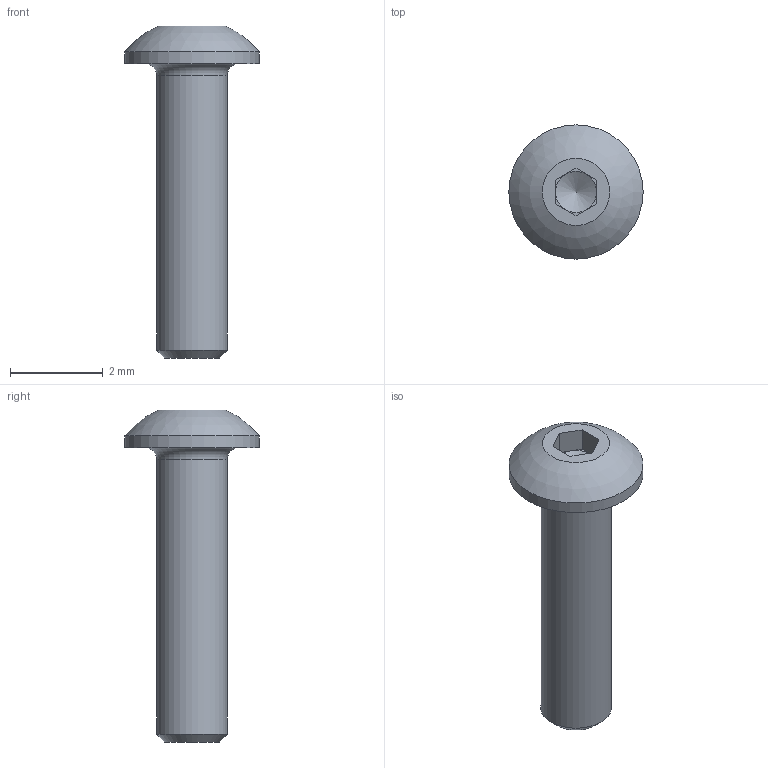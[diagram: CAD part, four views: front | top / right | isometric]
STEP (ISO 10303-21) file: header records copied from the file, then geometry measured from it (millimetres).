
FILE_DESCRIPTION(/* description */ ('STEP AP214'),/* implementation_level */ '2;1');
FILE_NAME(/* name */ '65c5898d5f58383adc4ca6e9',/* time_stamp */ '2024-02-09T02:10:21Z',/* author */ (''),/* organization */ (''),/* preprocessor_version */ 'ST-DEVELOPER v19.4',/* originating_system */ ' ',/* authorisation */ ' ');
FILE_SCHEMA (('AUTOMOTIVE_DESIGN {1 0 10303 214 3 1 1}'));
Length unit declared in the file: metre
Products named in the file (1): Socket button head cap screw #0-80 x 0.25
Bounding box: 2.9 x 2.9 x 7.16 mm (x, y, z)
Volume: 15.3 mm3; surface area: 48 mm2
Topology: 1 solids, 1 shells, 21 faces, 44 edges, 26 vertices
Faces by surface type: plane 15, cylinder 2, cone 2, torus 1, sphere 1
Full cylindrical faces by diameter (mm): 1.524 x1, 2.896 x1
Entity records: 546 total; most frequent: DIRECTION 94, CARTESIAN_POINT 85, ORIENTED_EDGE 74, EDGE_CURVE 37, AXIS2_PLACEMENT_3D 35, FACE_BOUND 29, EDGE_LOOP 28, VERTEX_POINT 26
